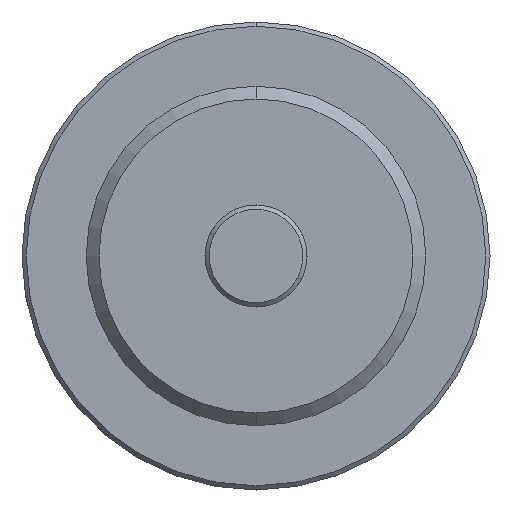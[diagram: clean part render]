
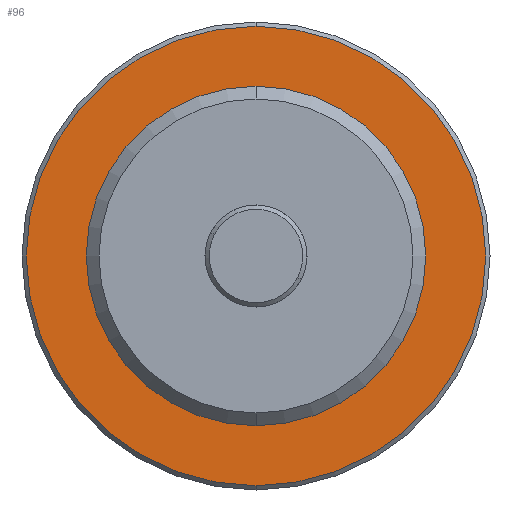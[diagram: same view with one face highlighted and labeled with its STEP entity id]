
A CAD part, front view. The second image highlights one B-rep face of the part: STEP entity #96.
In plain terms, the highlighted planar face has unit normal (0, -1, 0).
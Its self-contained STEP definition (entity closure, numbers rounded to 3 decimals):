
#42 = EDGE_CURVE ( 'NONE', #750, #443, #234, .T. ) ;
#48 = CARTESIAN_POINT ( 'NONE',  ( 0., 0., -19.95 ) ) ;
#81 = CARTESIAN_POINT ( 'NONE',  ( 0., 0., 0. ) ) ;
#91 = CARTESIAN_POINT ( 'NONE',  ( -27.5, 0., 0. ) ) ;
#94 = DIRECTION ( 'NONE',  ( 0., 1., 0. ) ) ;
#96 = ADVANCED_FACE ( 'NONE', ( #376, #598 ), #818, .F. ) ;
#123 = CARTESIAN_POINT ( 'NONE',  ( 0., 0., 27. ) ) ;
#142 = EDGE_LOOP ( 'NONE', ( #187, #646 ) ) ;
#155 = CARTESIAN_POINT ( 'NONE',  ( 0., 0., 19.95 ) ) ;
#182 = VERTEX_POINT ( 'NONE', #808 ) ;
#185 = AXIS2_PLACEMENT_3D ( 'NONE', #91, #94, #885 ) ;
#187 = ORIENTED_EDGE ( 'NONE', *, *, #209, .T. ) ;
#190 = AXIS2_PLACEMENT_3D ( 'NONE', #416, #433, #733 ) ;
#206 = ORIENTED_EDGE ( 'NONE', *, *, #42, .F. ) ;
#209 = EDGE_CURVE ( 'NONE', #481, #182, #644, .T. ) ;
#234 = CIRCLE ( 'NONE', #190, 19.95 ) ;
#246 = DIRECTION ( 'NONE',  ( 0., 0., 1. ) ) ;
#258 = DIRECTION ( 'NONE',  ( 0., -1., 0. ) ) ;
#261 = DIRECTION ( 'NONE',  ( 0., -1., 0. ) ) ;
#376 = FACE_OUTER_BOUND ( 'NONE', #142, .T. ) ;
#377 = EDGE_CURVE ( 'NONE', #182, #481, #527, .T. ) ;
#416 = CARTESIAN_POINT ( 'NONE',  ( 0., 0., 0. ) ) ;
#433 = DIRECTION ( 'NONE',  ( 0., -1., 0. ) ) ;
#441 = CARTESIAN_POINT ( 'NONE',  ( 0., 0., 0. ) ) ;
#443 = VERTEX_POINT ( 'NONE', #48 ) ;
#481 = VERTEX_POINT ( 'NONE', #123 ) ;
#527 = CIRCLE ( 'NONE', #570, 27. ) ;
#544 = DIRECTION ( 'NONE',  ( 0., 0., -1. ) ) ;
#558 = ORIENTED_EDGE ( 'NONE', *, *, #873, .F. ) ;
#570 = AXIS2_PLACEMENT_3D ( 'NONE', #441, #258, #601 ) ;
#598 = FACE_BOUND ( 'NONE', #695, .T. ) ;
#601 = DIRECTION ( 'NONE',  ( 0., 0., 1. ) ) ;
#640 = AXIS2_PLACEMENT_3D ( 'NONE', #690, #261, #544 ) ;
#644 = CIRCLE ( 'NONE', #684, 27. ) ;
#646 = ORIENTED_EDGE ( 'NONE', *, *, #377, .T. ) ;
#684 = AXIS2_PLACEMENT_3D ( 'NONE', #81, #833, #246 ) ;
#690 = CARTESIAN_POINT ( 'NONE',  ( 0., 0., 0. ) ) ;
#695 = EDGE_LOOP ( 'NONE', ( #558, #206 ) ) ;
#733 = DIRECTION ( 'NONE',  ( 0., 0., -1. ) ) ;
#750 = VERTEX_POINT ( 'NONE', #155 ) ;
#808 = CARTESIAN_POINT ( 'NONE',  ( 0., 0., -27. ) ) ;
#818 = PLANE ( 'NONE',  #185 ) ;
#833 = DIRECTION ( 'NONE',  ( 0., -1., 0. ) ) ;
#873 = EDGE_CURVE ( 'NONE', #443, #750, #909, .T. ) ;
#885 = DIRECTION ( 'NONE',  ( 0., 0., 1. ) ) ;
#909 = CIRCLE ( 'NONE', #640, 19.95 ) ;
